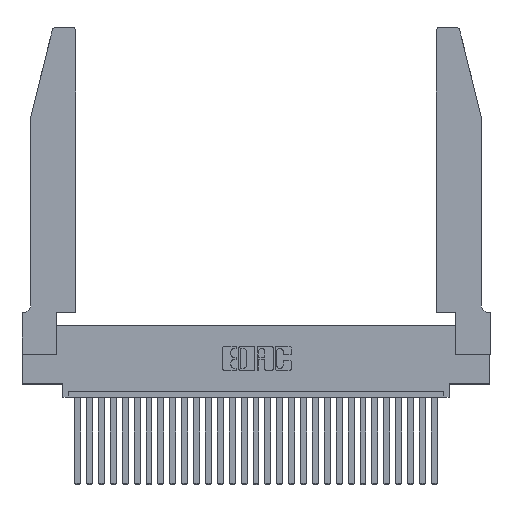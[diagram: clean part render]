
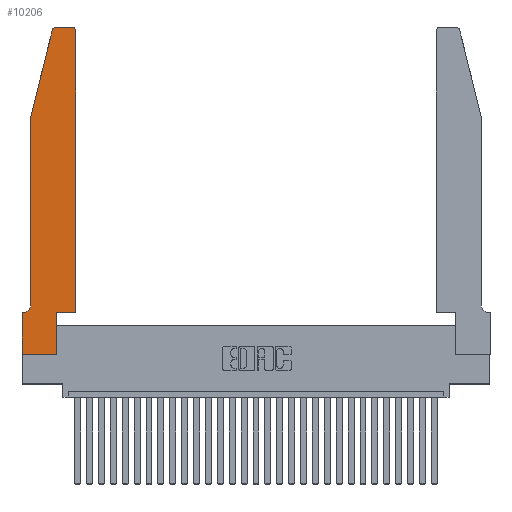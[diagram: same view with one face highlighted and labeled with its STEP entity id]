
A CAD part, top view. The second image highlights one B-rep face of the part: STEP entity #10206.
In plain terms, the highlighted planar face has unit normal (0, 0, 1).
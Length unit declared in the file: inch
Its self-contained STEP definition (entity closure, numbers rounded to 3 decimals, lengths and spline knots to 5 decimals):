
#62 = CARTESIAN_POINT ( 'NONE',  ( 0.0755, 0.35, 0.37 ) ) ;
#89 = LINE ( 'NONE', #16098, #23658 ) ;
#488 = CARTESIAN_POINT ( 'NONE',  ( 0.0755, 2., 0.37 ) ) ;
#605 = DIRECTION ( 'NONE',  ( -1., 0., 0. ) ) ;
#701 = ORIENTED_EDGE ( 'NONE', *, *, #23335, .T. ) ;
#1395 = PLANE ( 'NONE',  #25098 ) ;
#1739 = LINE ( 'NONE', #62, #11689 ) ;
#1769 = EDGE_CURVE ( 'NONE', #3851, #28711, #1739, .T. ) ;
#1927 = VERTEX_POINT ( 'NONE', #15487 ) ;
#2660 = LINE ( 'NONE', #20702, #4467 ) ;
#2827 = ORIENTED_EDGE ( 'NONE', *, *, #17659, .T. ) ;
#2994 = CARTESIAN_POINT ( 'NONE',  ( 0.0755, 2., 0.37 ) ) ;
#3037 = ORIENTED_EDGE ( 'NONE', *, *, #10804, .T. ) ;
#3672 = DIRECTION ( 'NONE',  ( 0., 0., 1. ) ) ;
#3775 = CARTESIAN_POINT ( 'NONE',  ( 0., 0.35, 0.37 ) ) ;
#3851 = VERTEX_POINT ( 'NONE', #14304 ) ;
#3880 = AXIS2_PLACEMENT_3D ( 'NONE', #18046, #5619, #4586 ) ;
#3906 = CARTESIAN_POINT ( 'NONE',  ( 0.4205, 2.72, 0.37 ) ) ;
#4467 = VECTOR ( 'NONE', #22992, 39.37008 ) ;
#4586 = DIRECTION ( 'NONE',  ( 1., 0., 0. ) ) ;
#4783 = CIRCLE ( 'NONE', #26448, 0.07 ) ;
#5431 = CARTESIAN_POINT ( 'NONE',  ( 0., 0., 0.37 ) ) ;
#5619 = DIRECTION ( 'NONE',  ( 0., 0., 1. ) ) ;
#5662 = ORIENTED_EDGE ( 'NONE', *, *, #15815, .T. ) ;
#5670 = ORIENTED_EDGE ( 'NONE', *, *, #11333, .T. ) ;
#5671 = CARTESIAN_POINT ( 'NONE',  ( 0.4505, 0.35, 0.37 ) ) ;
#5977 = VECTOR ( 'NONE', #17069, 39.37008 ) ;
#7061 = VECTOR ( 'NONE', #21635, 39.37008 ) ;
#8633 = CARTESIAN_POINT ( 'NONE',  ( 0.2865, 0., 0.37 ) ) ;
#9113 = EDGE_CURVE ( 'NONE', #1927, #18148, #18079, .T. ) ;
#9544 = EDGE_CURVE ( 'NONE', #22816, #25298, #16983, .T. ) ;
#9813 = DIRECTION ( 'NONE',  ( 0., -1., 0. ) ) ;
#10206 = ADVANCED_FACE ( 'NONE', ( #25146 ), #1395, .T. ) ;
#10289 = EDGE_CURVE ( 'NONE', #22845, #17026, #2660, .T. ) ;
#10473 = ORIENTED_EDGE ( 'NONE', *, *, #10289, .T. ) ;
#10804 = EDGE_CURVE ( 'NONE', #16820, #22816, #21977, .T. ) ;
#11305 = ORIENTED_EDGE ( 'NONE', *, *, #9544, .T. ) ;
#11333 = EDGE_CURVE ( 'NONE', #23883, #3851, #4783, .T. ) ;
#11689 = VECTOR ( 'NONE', #27651, 39.37008 ) ;
#11843 = DIRECTION ( 'NONE',  ( -0.239, -0.971, 0. ) ) ;
#12304 = CARTESIAN_POINT ( 'NONE',  ( 0.0055, 0.42, 0.37 ) ) ;
#12989 = DIRECTION ( 'NONE',  ( 0., 0., 1. ) ) ;
#13361 = CARTESIAN_POINT ( 'NONE',  ( 0., 0.35, 0.37 ) ) ;
#13845 = LINE ( 'NONE', #5671, #7061 ) ;
#13974 = EDGE_CURVE ( 'NONE', #28711, #22845, #20232, .T. ) ;
#14149 = VECTOR ( 'NONE', #9813, 39.37008 ) ;
#14304 = CARTESIAN_POINT ( 'NONE',  ( 0.0055, 0.35, 0.37 ) ) ;
#14698 = DIRECTION ( 'NONE',  ( -1., 0., 0. ) ) ;
#15487 = CARTESIAN_POINT ( 'NONE',  ( 0.2865, 0.35, 0.37 ) ) ;
#15716 = VECTOR ( 'NONE', #25807, 39.37008 ) ;
#15815 = EDGE_CURVE ( 'NONE', #22958, #16820, #19403, .T. ) ;
#16098 = CARTESIAN_POINT ( 'NONE',  ( 0.2865, 0.35, 0.37 ) ) ;
#16579 = AXIS2_PLACEMENT_3D ( 'NONE', #3906, #12989, #24564 ) ;
#16618 = VECTOR ( 'NONE', #11843, 39.37008 ) ;
#16623 = ORIENTED_EDGE ( 'NONE', *, *, #1769, .T. ) ;
#16684 = EDGE_CURVE ( 'NONE', #17026, #1927, #89, .T. ) ;
#16820 = VERTEX_POINT ( 'NONE', #29462 ) ;
#16983 = CIRCLE ( 'NONE', #3880, 0.03 ) ;
#17026 = VERTEX_POINT ( 'NONE', #8633 ) ;
#17069 = DIRECTION ( 'NONE',  ( 1., 0., 0. ) ) ;
#17659 = EDGE_CURVE ( 'NONE', #21520, #23883, #23593, .T. ) ;
#18046 = CARTESIAN_POINT ( 'NONE',  ( 0.284, 2.72, 0.37 ) ) ;
#18079 = LINE ( 'NONE', #21376, #5977 ) ;
#18148 = VERTEX_POINT ( 'NONE', #21817 ) ;
#18705 = CARTESIAN_POINT ( 'NONE',  ( 0.284, 2.75, 0.37 ) ) ;
#19403 = CIRCLE ( 'NONE', #16579, 0.03 ) ;
#19643 = DIRECTION ( 'NONE',  ( 1., 0., 0. ) ) ;
#20232 = LINE ( 'NONE', #5431, #14149 ) ;
#20383 = ORIENTED_EDGE ( 'NONE', *, *, #24915, .T. ) ;
#20702 = CARTESIAN_POINT ( 'NONE',  ( 0., 0., 0.37 ) ) ;
#20779 = CARTESIAN_POINT ( 'NONE',  ( 0.0755, 2., 0.37 ) ) ;
#21293 = CARTESIAN_POINT ( 'NONE',  ( 0.0755, 0.42, 0.37 ) ) ;
#21376 = CARTESIAN_POINT ( 'NONE',  ( 0.4505, 0.35, 0.37 ) ) ;
#21520 = VERTEX_POINT ( 'NONE', #20779 ) ;
#21635 = DIRECTION ( 'NONE',  ( 0., 1., 0. ) ) ;
#21817 = CARTESIAN_POINT ( 'NONE',  ( 0.4505, 0.35, 0.37 ) ) ;
#21977 = LINE ( 'NONE', #25225, #27282 ) ;
#22178 = ORIENTED_EDGE ( 'NONE', *, *, #16684, .T. ) ;
#22701 = LINE ( 'NONE', #2994, #16618 ) ;
#22816 = VERTEX_POINT ( 'NONE', #18705 ) ;
#22845 = VERTEX_POINT ( 'NONE', #23712 ) ;
#22958 = VERTEX_POINT ( 'NONE', #26522 ) ;
#22992 = DIRECTION ( 'NONE',  ( 1., 0., 0. ) ) ;
#23335 = EDGE_CURVE ( 'NONE', #18148, #22958, #13845, .T. ) ;
#23365 = DIRECTION ( 'NONE',  ( 0., 1., 0. ) ) ;
#23593 = LINE ( 'NONE', #488, #15716 ) ;
#23658 = VECTOR ( 'NONE', #23365, 39.37008 ) ;
#23712 = CARTESIAN_POINT ( 'NONE',  ( 0., 0., 0.37 ) ) ;
#23785 = DIRECTION ( 'NONE',  ( 0., 0., -1. ) ) ;
#23883 = VERTEX_POINT ( 'NONE', #21293 ) ;
#24564 = DIRECTION ( 'NONE',  ( 1., 0., 0. ) ) ;
#24915 = EDGE_CURVE ( 'NONE', #25298, #21520, #22701, .T. ) ;
#24917 = CARTESIAN_POINT ( 'NONE',  ( 0.25487, 2.72718, 0.37 ) ) ;
#25098 = AXIS2_PLACEMENT_3D ( 'NONE', #3775, #3672, #19643 ) ;
#25146 = FACE_OUTER_BOUND ( 'NONE', #25848, .T. ) ;
#25225 = CARTESIAN_POINT ( 'NONE',  ( 0.2605, 2.75, 0.37 ) ) ;
#25298 = VERTEX_POINT ( 'NONE', #24917 ) ;
#25807 = DIRECTION ( 'NONE',  ( 0., -1., 0. ) ) ;
#25848 = EDGE_LOOP ( 'NONE', ( #3037, #11305, #20383, #2827, #5670, #16623, #27387, #10473, #22178, #29488, #701, #5662 ) ) ;
#26448 = AXIS2_PLACEMENT_3D ( 'NONE', #12304, #23785, #14698 ) ;
#26522 = CARTESIAN_POINT ( 'NONE',  ( 0.4505, 2.72, 0.37 ) ) ;
#27282 = VECTOR ( 'NONE', #605, 39.37008 ) ;
#27387 = ORIENTED_EDGE ( 'NONE', *, *, #13974, .T. ) ;
#27651 = DIRECTION ( 'NONE',  ( -1., 0., 0. ) ) ;
#28711 = VERTEX_POINT ( 'NONE', #13361 ) ;
#29462 = CARTESIAN_POINT ( 'NONE',  ( 0.4205, 2.75, 0.37 ) ) ;
#29488 = ORIENTED_EDGE ( 'NONE', *, *, #9113, .T. ) ;
